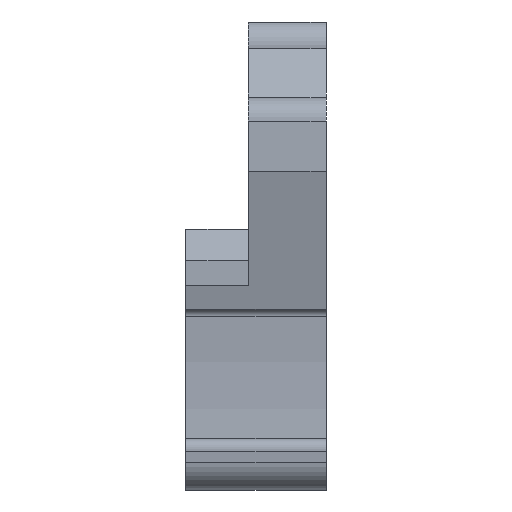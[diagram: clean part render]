
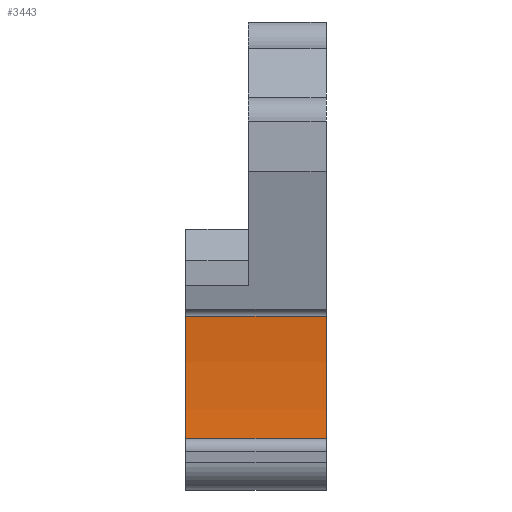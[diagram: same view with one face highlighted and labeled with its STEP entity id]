
A CAD part, front view. The second image highlights one B-rep face of the part: STEP entity #3443.
In plain terms, the highlighted cylindrical face has radius 40 mm (diameter 80 mm), a partial arc.
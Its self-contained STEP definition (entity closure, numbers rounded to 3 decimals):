
#1863=AXIS2_PLACEMENT_3D('Circle Axis2P3D',#1861,#1862,$) ;
#3423=AXIS2_PLACEMENT_3D('Cylinder Axis2P3D',#3420,#3421,#3422) ;
#3427=AXIS2_PLACEMENT_3D('Circle Axis2P3D',#3425,#3426,$) ;
#1858=CARTESIAN_POINT('Vertex',(0.,5.025,2.259)) ;
#1861=CARTESIAN_POINT('Axis2P3D Location',(0.,-34.711,6.844)) ;
#1865=CARTESIAN_POINT('Vertex',(0.,5.057,11.143)) ;
#3404=CARTESIAN_POINT('Vertex',(9.,5.057,11.143)) ;
#3407=CARTESIAN_POINT('Line Origine',(13.5,5.057,11.143)) ;
#3420=CARTESIAN_POINT('Axis2P3D Location',(13.5,-34.711,6.844)) ;
#3425=CARTESIAN_POINT('Axis2P3D Location',(9.,-34.711,6.844)) ;
#3429=CARTESIAN_POINT('Vertex',(9.,5.025,2.259)) ;
#3432=CARTESIAN_POINT('Line Origine',(13.5,5.025,2.259)) ;
#1862=DIRECTION('Axis2P3D Direction',(1.,0.,0.)) ;
#3408=DIRECTION('Vector Direction',(1.,0.,0.)) ;
#3421=DIRECTION('Axis2P3D Direction',(1.,0.,0.)) ;
#3422=DIRECTION('Axis2P3D XDirection',(0.,0.993,-0.115)) ;
#3426=DIRECTION('Axis2P3D Direction',(1.,0.,0.)) ;
#3433=DIRECTION('Vector Direction',(1.,0.,0.)) ;
#3409=VECTOR('Line Direction',#3408,1.) ;
#3434=VECTOR('Line Direction',#3433,1.) ;
#3438=ORIENTED_EDGE('',*,*,#3431,.T.) ;
#3439=ORIENTED_EDGE('',*,*,#3411,.T.) ;
#3440=ORIENTED_EDGE('',*,*,#1867,.T.) ;
#3441=ORIENTED_EDGE('',*,*,#3436,.F.) ;
#3443=ADVANCED_FACE('ABSCHLUSSPLATTE',(#3442),#3424,.F.) ;
#1864=CIRCLE('generated circle',#1863,40.) ;
#3428=CIRCLE('generated circle',#3427,40.) ;
#3424=CYLINDRICAL_SURFACE('generated cylinder',#3423,40.) ;
#1867=EDGE_CURVE('',#1866,#1859,#1864,.F.) ;
#3411=EDGE_CURVE('',#3405,#1866,#3410,.F.) ;
#3431=EDGE_CURVE('',#3430,#3405,#3428,.T.) ;
#3436=EDGE_CURVE('',#3430,#1859,#3435,.F.) ;
#3437=EDGE_LOOP('',(#3438,#3439,#3440,#3441)) ;
#3442=FACE_OUTER_BOUND('',#3437,.T.) ;
#3410=LINE('Line',#3407,#3409) ;
#3435=LINE('Line',#3432,#3434) ;
#1859=VERTEX_POINT('',#1858) ;
#1866=VERTEX_POINT('',#1865) ;
#3405=VERTEX_POINT('',#3404) ;
#3430=VERTEX_POINT('',#3429) ;
